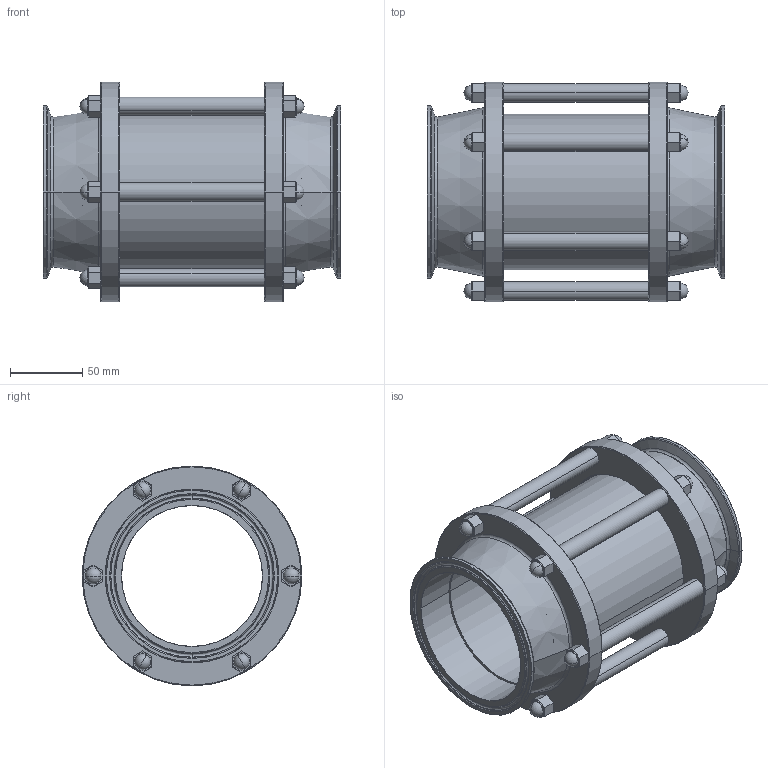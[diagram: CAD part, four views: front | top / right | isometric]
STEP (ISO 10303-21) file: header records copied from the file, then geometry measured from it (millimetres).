
FILE_DESCRIPTION (( 'STEP AP214' ), '1' );
FILE_NAME ('SG.FV.400.STEP', '2020-03-30T14:05:46', ( '' ), ( '' ), 'SwSTEP 2.0', 'SolidWorks 2019', '' );
FILE_SCHEMA (( 'AUTOMOTIVE_DESIGN' ));
Length unit declared in the file: millimetre
Products named in the file (1): SG.FV.400
Bounding box: 206 x 152 x 152 mm (x, y, z)
Volume: 690365.3 mm3; surface area: 248721.8 mm2
Topology: 2 solids, 2 shells, 256 faces, 624 edges, 392 vertices
Faces by surface type: plane 108, cylinder 56, torus 36, cone 32, sphere 24
Entity records: 7373 total; most frequent: DIRECTION 1362, CARTESIAN_POINT 1201, ORIENTED_EDGE 1152, EDGE_CURVE 576, AXIS2_PLACEMENT_3D 529, VERTEX_POINT 368, EDGE_LOOP 316, VECTOR 304
